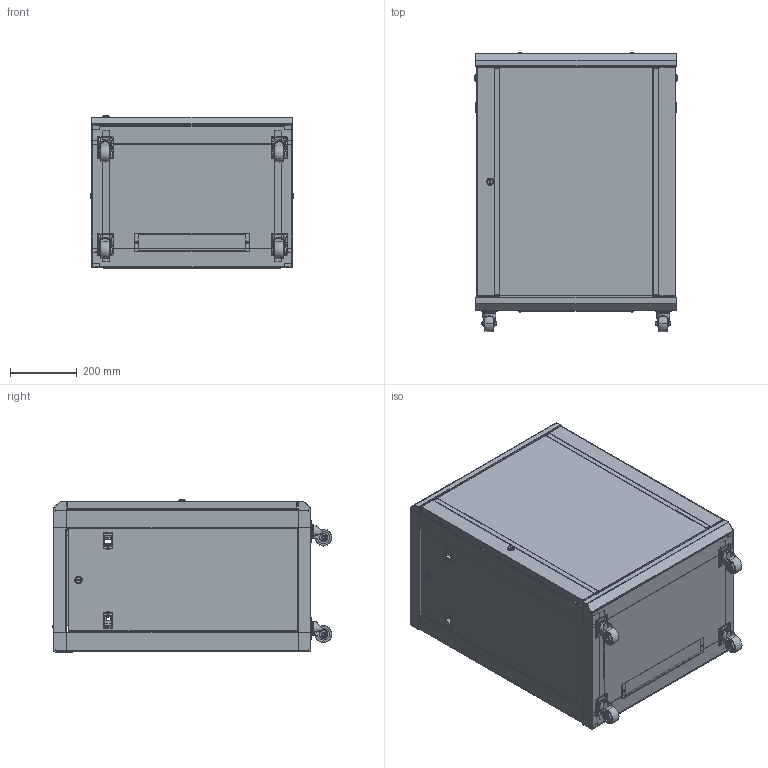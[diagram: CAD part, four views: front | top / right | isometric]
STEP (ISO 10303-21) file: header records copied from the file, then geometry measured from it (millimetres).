
FILE_DESCRIPTION (( 'STEP AP214' ), '1' );
FILE_NAME ('LC-SMA6415-W_3D.step', '2023-07-20T14:43:03', ( '' ), ( '' ), 'SwSTEP 2.0', 'SolidWorks 2022', '' );
FILE_SCHEMA (( 'AUTOMOTIVE_DESIGN' ));
Length unit declared in the file: millimetre
Products named in the file (39): cylinder, lock^door lock_side pnl assy_LC-SMA6415-W; hz beam^LC-SMA6415-W; cable mgmt plate^base cover assy_LC-SMA6415-W; CASTER^LC-SMA6415-W; top cover assy^LC-SMA6415-W; latch, lock^door lock_side pnl assy_LC-SMA6415-W; wall mtg pl^LC-SMA6415-W; wshr, lock^door lock_side pnl assy_LC-SMA6415-W; frame assy^LC-SMA6415-W; cylinder, lock^door lock_door assy_LC-SMA6415-W; door frame^door assy_LC-SMA6415-W; pan cross head_am_B18.6.7M - M4 x 0.7 x 5 Type I Cross Recessed PHMS --5N; int lock-wshr, lock^door lock_side pnl assy_LC-SMA6415-W; door wshr^LC-SMA6415-W; cable mgmt plate^top cover assy_LC-SMA6415-W;  door frame w lock^door assy_LC-SMA6415-W; screw, Lock^door lock_side pnl assy_LC-SMA6415-W; hz member^frame assy_LC-SMA6415-W; latch, lock^door lock_door assy_LC-SMA6415-W; side pnl assy^LC-SMA6415-W; Glass Panel^door assy_LC-SMA6415-W; screw, Lock^door lock_door assy_LC-SMA6415-W; int lock-wshr, lock^door lock_door assy_LC-SMA6415-W; Top Cover 450 mm^top cover assy_LC-SMA6415-W; base cover assy^LC-SMA6415-W; LC-SMA6415-W_3D; nut, lock^door lock_side pnl assy_LC-SMA6415-W; back pl^LC-SMA6415-W; wshr, lock^door lock_door assy_LC-SMA6415-W; Panel Latch^side pnl assy_LC-SMA6415-W; door lock^door assy_LC-SMA6415-W; base cover 450 mm^base cover assy_LC-SMA6415-W; L Bracket^LC-SMA6415-W; nut, lock^door lock_door assy_LC-SMA6415-W; door lock^side pnl assy_LC-SMA6415-W; Side Panel^side pnl assy_LC-SMA6415-W; door assy^LC-SMA6415-W; vt mtg rails^LC-SMA6415-W; vt member^frame assy_LC-SMA6415-W
Assembly tree (56 placements, depth 4):
  LC-SMA6415-W_3D
    CASTER^LC-SMA6415-W  x4
    base cover assy^LC-SMA6415-W
      base cover 450 mm^base cover assy_LC-SMA6415-W
      cable mgmt plate^base cover assy_LC-SMA6415-W
      pan cross head_am_B18.6.7M - M4 x 0.7 x 5 Type I Cross Recessed PHMS --5N  x2
    hz beam^LC-SMA6415-W  x4
    vt mtg rails^LC-SMA6415-W  x4
    L Bracket^LC-SMA6415-W  x2
    side pnl assy^LC-SMA6415-W  x2
      Side Panel^side pnl assy_LC-SMA6415-W
      Panel Latch^side pnl assy_LC-SMA6415-W
      door lock^side pnl assy_LC-SMA6415-W
        cylinder, lock^door lock_side pnl assy_LC-SMA6415-W
        latch, lock^door lock_side pnl assy_LC-SMA6415-W
        nut, lock^door lock_side pnl assy_LC-SMA6415-W
        wshr, lock^door lock_side pnl assy_LC-SMA6415-W
        int lock-wshr, lock^door lock_side pnl assy_LC-SMA6415-W
        screw, Lock^door lock_side pnl assy_LC-SMA6415-W
    frame assy^LC-SMA6415-W  x2
      hz member^frame assy_LC-SMA6415-W
      vt member^frame assy_LC-SMA6415-W
    back pl^LC-SMA6415-W
    wall mtg pl^LC-SMA6415-W
    door wshr^LC-SMA6415-W
    door assy^LC-SMA6415-W
      Glass Panel^door assy_LC-SMA6415-W
       door frame w lock^door assy_LC-SMA6415-W
      door frame^door assy_LC-SMA6415-W
      door lock^door assy_LC-SMA6415-W
        cylinder, lock^door lock_door assy_LC-SMA6415-W
        latch, lock^door lock_door assy_LC-SMA6415-W
        nut, lock^door lock_door assy_LC-SMA6415-W
        wshr, lock^door lock_door assy_LC-SMA6415-W
        int lock-wshr, lock^door lock_door assy_LC-SMA6415-W
        screw, Lock^door lock_door assy_LC-SMA6415-W
    top cover assy^LC-SMA6415-W
      Top Cover 450 mm^top cover assy_LC-SMA6415-W
      cable mgmt plate^top cover assy_LC-SMA6415-W
      pan cross head_am_B18.6.7M - M4 x 0.7 x 5 Type I Cross Recessed PHMS --5N  x2
Bounding box: 604 x 836.68 x 455.44 mm (x, y, z)
Volume: 3686535.6 mm3; surface area: 6220566.1 mm2
Topology: 58 solids, 67 shells, 4991 faces, 14062 edges, 9198 vertices
Faces by surface type: plane 3409, cylinder 1260, bspline 164, cone 134, torus 16, sphere 8
Entity records: 83122 total; most frequent: CARTESIAN_POINT 17420, ORIENTED_EDGE 11961, DIRECTION 11570, EDGE_CURVE 5994, LINE 4128, VECTOR 4128, VERTEX_POINT 3920, AXIS2_PLACEMENT_3D 3721
